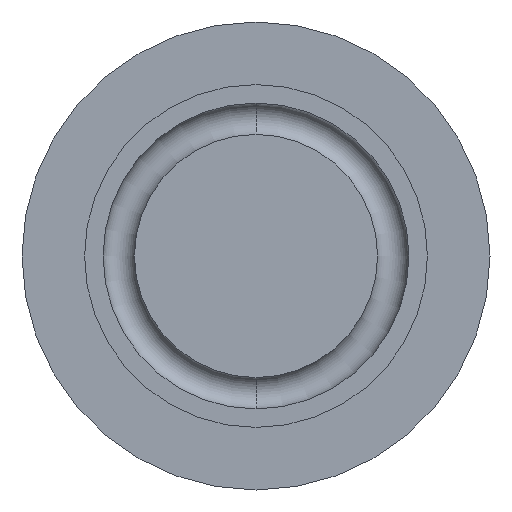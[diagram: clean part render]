
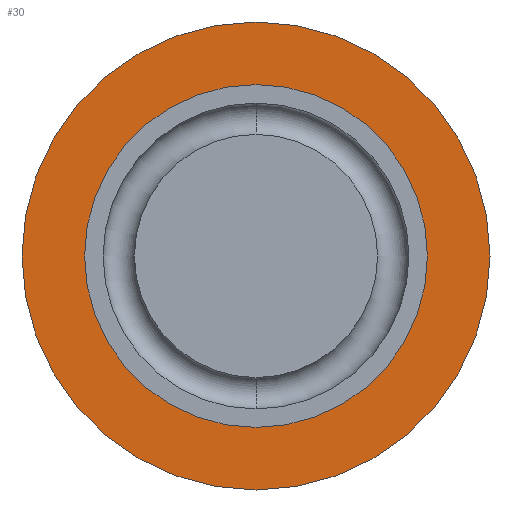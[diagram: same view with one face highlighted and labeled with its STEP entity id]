
A CAD part, left-side view. The second image highlights one B-rep face of the part: STEP entity #30.
In plain terms, the highlighted planar face has unit normal (-1, 0, 0).
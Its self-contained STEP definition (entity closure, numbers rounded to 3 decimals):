
#14 = EDGE_LOOP ( 'NONE', ( #220, #94 ) ) ;
#18 = FACE_BOUND ( 'NONE', #178, .T. ) ;
#21 = AXIS2_PLACEMENT_3D ( 'NONE', #182, #356, #188 ) ;
#30 = ADVANCED_FACE ( 'NONE', ( #18, #36 ), #68, .F. ) ;
#36 = FACE_OUTER_BOUND ( 'NONE', #14, .T. ) ;
#60 = DIRECTION ( 'NONE',  ( 0., 0., 1. ) ) ;
#68 = PLANE ( 'NONE',  #463 ) ;
#83 = CARTESIAN_POINT ( 'NONE',  ( -10.858, -27.86, -25.25 ) ) ;
#91 = CIRCLE ( 'NONE', #113, 18.5 ) ;
#94 = ORIENTED_EDGE ( 'NONE', *, *, #343, .T. ) ;
#97 = CARTESIAN_POINT ( 'NONE',  ( -10.858, -27.86, 18.5 ) ) ;
#104 = CIRCLE ( 'NONE', #323, 25.25 ) ;
#113 = AXIS2_PLACEMENT_3D ( 'NONE', #298, #539, #461 ) ;
#139 = ORIENTED_EDGE ( 'NONE', *, *, #310, .F. ) ;
#144 = DIRECTION ( 'NONE',  ( 1., 0., 0. ) ) ;
#177 = DIRECTION ( 'NONE',  ( 0., 0., 1. ) ) ;
#178 = EDGE_LOOP ( 'NONE', ( #139, #518 ) ) ;
#182 = CARTESIAN_POINT ( 'NONE',  ( -10.858, -27.86, 0. ) ) ;
#188 = DIRECTION ( 'NONE',  ( 0., 0., 1. ) ) ;
#195 = EDGE_CURVE ( 'NONE', #339, #439, #272, .T. ) ;
#219 = CARTESIAN_POINT ( 'NONE',  ( -10.858, -27.86, 0. ) ) ;
#220 = ORIENTED_EDGE ( 'NONE', *, *, #434, .T. ) ;
#264 = CIRCLE ( 'NONE', #21, 25.25 ) ;
#272 = CIRCLE ( 'NONE', #282, 18.5 ) ;
#276 = CARTESIAN_POINT ( 'NONE',  ( -10.858, -27.86, 25.25 ) ) ;
#282 = AXIS2_PLACEMENT_3D ( 'NONE', #219, #296, #177 ) ;
#296 = DIRECTION ( 'NONE',  ( -1., 0., 0. ) ) ;
#298 = CARTESIAN_POINT ( 'NONE',  ( -10.858, -27.86, 0. ) ) ;
#310 = EDGE_CURVE ( 'NONE', #439, #339, #91, .T. ) ;
#314 = VERTEX_POINT ( 'NONE', #83 ) ;
#323 = AXIS2_PLACEMENT_3D ( 'NONE', #444, #400, #60 ) ;
#339 = VERTEX_POINT ( 'NONE', #499 ) ;
#343 = EDGE_CURVE ( 'NONE', #314, #420, #264, .T. ) ;
#356 = DIRECTION ( 'NONE',  ( -1., 0., 0. ) ) ;
#400 = DIRECTION ( 'NONE',  ( -1., 0., 0. ) ) ;
#420 = VERTEX_POINT ( 'NONE', #276 ) ;
#434 = EDGE_CURVE ( 'NONE', #420, #314, #104, .T. ) ;
#439 = VERTEX_POINT ( 'NONE', #97 ) ;
#444 = CARTESIAN_POINT ( 'NONE',  ( -10.858, -27.86, 0. ) ) ;
#461 = DIRECTION ( 'NONE',  ( 0., 0., 1. ) ) ;
#463 = AXIS2_PLACEMENT_3D ( 'NONE', #530, #144, #475 ) ;
#475 = DIRECTION ( 'NONE',  ( 0., 0., -1. ) ) ;
#499 = CARTESIAN_POINT ( 'NONE',  ( -10.858, -27.86, -18.5 ) ) ;
#518 = ORIENTED_EDGE ( 'NONE', *, *, #195, .F. ) ;
#530 = CARTESIAN_POINT ( 'NONE',  ( -10.858, 0., 0. ) ) ;
#539 = DIRECTION ( 'NONE',  ( -1., 0., 0. ) ) ;
